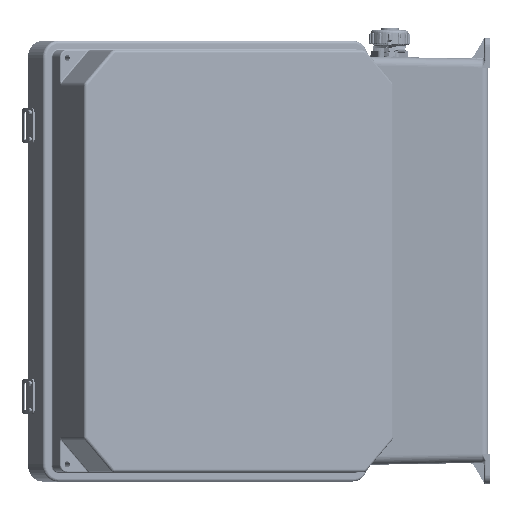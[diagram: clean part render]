
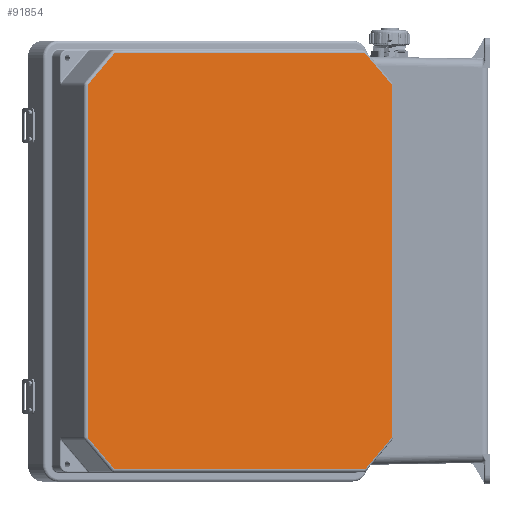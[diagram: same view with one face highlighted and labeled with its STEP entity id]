
A CAD part, left-side view. The second image highlights one B-rep face of the part: STEP entity #91854.
In plain terms, the highlighted face is planar.
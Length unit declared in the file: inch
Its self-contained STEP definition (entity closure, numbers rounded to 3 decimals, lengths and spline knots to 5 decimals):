
#1156 = EDGE_CURVE ( 'NONE', #129638, #72700, #97006, .T. ) ;
#2865 = ORIENTED_EDGE ( 'NONE', *, *, #59860, .T. ) ;
#2983 = DIRECTION ( 'NONE',  ( 0., 0., 1. ) ) ;
#4434 = VECTOR ( 'NONE', #24901, 39.37008 ) ;
#4766 = CARTESIAN_POINT ( 'NONE',  ( 6.23622, 3.24803, -13.75511 ) ) ;
#5208 = ORIENTED_EDGE ( 'NONE', *, *, #80425, .F. ) ;
#5307 = DIRECTION ( 'NONE',  ( 0., 0., 1. ) ) ;
#6049 = CARTESIAN_POINT ( 'NONE',  ( -5.09763, 3.24803, -0.42126 ) ) ;
#6388 = DIRECTION ( 'NONE',  ( 0., -1., 0. ) ) ;
#6603 = ORIENTED_EDGE ( 'NONE', *, *, #67484, .T. ) ;
#6978 = AXIS2_PLACEMENT_3D ( 'NONE', #125890, #65613, #5307 ) ;
#7254 = CARTESIAN_POINT ( 'NONE',  ( 6.21316, 3.24803, -1.50418 ) ) ;
#10200 = EDGE_CURVE ( 'NONE', #69806, #10996, #75930, .T. ) ;
#10263 = DIRECTION ( 'NONE',  ( 0., -1., 0. ) ) ;
#10963 = EDGE_CURVE ( 'NONE', #40133, #23868, #67657, .T. ) ;
#10996 = VERTEX_POINT ( 'NONE', #17673 ) ;
#12576 = PLANE ( 'NONE',  #43545 ) ;
#12841 = EDGE_CURVE ( 'NONE', #102502, #129638, #115879, .T. ) ;
#13244 = VECTOR ( 'NONE', #43812, 39.37008 ) ;
#13393 = ORIENTED_EDGE ( 'NONE', *, *, #95717, .F. ) ;
#17139 = ORIENTED_EDGE ( 'NONE', *, *, #42310, .T. ) ;
#17673 = CARTESIAN_POINT ( 'NONE',  ( 6.23622, 3.24803, -1.55985 ) ) ;
#17901 = VECTOR ( 'NONE', #75197, 39.37008 ) ;
#22183 = AXIS2_PLACEMENT_3D ( 'NONE', #70668, #10263, #80783 ) ;
#23121 = CARTESIAN_POINT ( 'NONE',  ( -6.23622, 3.24803, -1.55985 ) ) ;
#23868 = VERTEX_POINT ( 'NONE', #24021 ) ;
#24021 = CARTESIAN_POINT ( 'NONE',  ( 6.21316, 3.24803, -13.81078 ) ) ;
#24235 = CARTESIAN_POINT ( 'NONE',  ( 5.09763, 3.24803, -14.8937 ) ) ;
#24901 = DIRECTION ( 'NONE',  ( 0.707, 0., -0.707 ) ) ;
#25588 = DIRECTION ( 'NONE',  ( 0., -1., 0. ) ) ;
#25732 = DIRECTION ( 'NONE',  ( 1., 0., 0. ) ) ;
#25754 = EDGE_CURVE ( 'NONE', #75086, #71754, #116989, .T. ) ;
#25983 = CARTESIAN_POINT ( 'NONE',  ( 5.09763, 3.24803, -0.42126 ) ) ;
#29405 = VERTEX_POINT ( 'NONE', #37708 ) ;
#33155 = DIRECTION ( 'NONE',  ( 0., 0., 1. ) ) ;
#35421 = VECTOR ( 'NONE', #93764, 39.37008 ) ;
#36185 = VECTOR ( 'NONE', #69761, 39.37008 ) ;
#37708 = CARTESIAN_POINT ( 'NONE',  ( 5.1533, 3.24803, -0.44432 ) ) ;
#38126 = ORIENTED_EDGE ( 'NONE', *, *, #1156, .F. ) ;
#38567 = ORIENTED_EDGE ( 'NONE', *, *, #82906, .T. ) ;
#40133 = VERTEX_POINT ( 'NONE', #109008 ) ;
#40889 = DIRECTION ( 'NONE',  ( 0., 1., 0. ) ) ;
#42310 = EDGE_CURVE ( 'NONE', #71754, #74305, #109478, .T. ) ;
#43159 = ORIENTED_EDGE ( 'NONE', *, *, #10200, .T. ) ;
#43545 = AXIS2_PLACEMENT_3D ( 'NONE', #63164, #93639, #33155 ) ;
#43812 = DIRECTION ( 'NONE',  ( 0., 0., -1. ) ) ;
#44334 = ORIENTED_EDGE ( 'NONE', *, *, #25754, .T. ) ;
#45344 = EDGE_CURVE ( 'NONE', #128093, #102502, #124564, .T. ) ;
#47758 = LINE ( 'NONE', #64992, #17901 ) ;
#47782 = VERTEX_POINT ( 'NONE', #25983 ) ;
#51593 = VECTOR ( 'NONE', #25732, 39.37008 ) ;
#52178 = ORIENTED_EDGE ( 'NONE', *, *, #84144, .F. ) ;
#53847 = AXIS2_PLACEMENT_3D ( 'NONE', #66709, #6388, #76907 ) ;
#54334 = ORIENTED_EDGE ( 'NONE', *, *, #45344, .F. ) ;
#54342 = EDGE_LOOP ( 'NONE', ( #43159, #2865, #5208, #128455, #71927, #13393, #44334, #17139, #75632, #52178, #38126, #99128, #54334, #65087, #38567, #6603 ) ) ;
#55662 = CARTESIAN_POINT ( 'NONE',  ( 5.09763, 3.24803, -14.8937 ) ) ;
#55884 = VECTOR ( 'NONE', #79930, 39.37008 ) ;
#57061 = AXIS2_PLACEMENT_3D ( 'NONE', #86067, #25588, #96178 ) ;
#57563 = FACE_OUTER_BOUND ( 'NONE', #54342, .T. ) ;
#57913 = CARTESIAN_POINT ( 'NONE',  ( -6.21316, 3.24803, -1.50418 ) ) ;
#58420 = DIRECTION ( 'NONE',  ( 0., 1., 0. ) ) ;
#58866 = AXIS2_PLACEMENT_3D ( 'NONE', #123588, #63285, #2983 ) ;
#59467 = DIRECTION ( 'NONE',  ( 0., -1., 0. ) ) ;
#59546 = CARTESIAN_POINT ( 'NONE',  ( -6.23622, 3.24803, -7.65748 ) ) ;
#59860 = EDGE_CURVE ( 'NONE', #10996, #81805, #66837, .T. ) ;
#60576 = CARTESIAN_POINT ( 'NONE',  ( -6.23622, 3.24803, -13.75511 ) ) ;
#60700 = EDGE_CURVE ( 'NONE', #74305, #110982, #129747, .T. ) ;
#63164 = CARTESIAN_POINT ( 'NONE',  ( 0., 3.24803, -0.32283 ) ) ;
#63285 = DIRECTION ( 'NONE',  ( 0., 1., 0. ) ) ;
#64992 = CARTESIAN_POINT ( 'NONE',  ( 5.09763, 3.24803, -0.42126 ) ) ;
#65087 = ORIENTED_EDGE ( 'NONE', *, *, #120250, .T. ) ;
#65613 = DIRECTION ( 'NONE',  ( 0., 1., 0. ) ) ;
#66615 = DIRECTION ( 'NONE',  ( 0.707, 0., 0.707 ) ) ;
#66709 = CARTESIAN_POINT ( 'NONE',  ( 5.09763, 3.24803, -14.81496 ) ) ;
#66837 = LINE ( 'NONE', #93720, #13244 ) ;
#67484 = EDGE_CURVE ( 'NONE', #29405, #69806, #81684, .T. ) ;
#67657 = LINE ( 'NONE', #86930, #91320 ) ;
#68055 = EDGE_CURVE ( 'NONE', #125787, #40133, #103474, .T. ) ;
#69761 = DIRECTION ( 'NONE',  ( 0., 0., -1. ) ) ;
#69789 = CARTESIAN_POINT ( 'NONE',  ( -6.21316, 3.24803, -13.81078 ) ) ;
#69806 = VERTEX_POINT ( 'NONE', #7254 ) ;
#70479 = CARTESIAN_POINT ( 'NONE',  ( -5.09763, 3.24803, -14.8937 ) ) ;
#70668 = CARTESIAN_POINT ( 'NONE',  ( -6.15748, 3.24803, -1.55985 ) ) ;
#71754 = VERTEX_POINT ( 'NONE', #116358 ) ;
#71927 = ORIENTED_EDGE ( 'NONE', *, *, #68055, .F. ) ;
#72700 = VERTEX_POINT ( 'NONE', #23121 ) ;
#73530 = CARTESIAN_POINT ( 'NONE',  ( -6.21316, 3.24803, -1.50418 ) ) ;
#74305 = VERTEX_POINT ( 'NONE', #116399 ) ;
#75086 = VERTEX_POINT ( 'NONE', #70479 ) ;
#75197 = DIRECTION ( 'NONE',  ( 1., 0., 0. ) ) ;
#75632 = ORIENTED_EDGE ( 'NONE', *, *, #60700, .T. ) ;
#75930 = CIRCLE ( 'NONE', #58866, 0.07874 ) ;
#76907 = DIRECTION ( 'NONE',  ( 0., 0., -1. ) ) ;
#77547 = AXIS2_PLACEMENT_3D ( 'NONE', #101318, #40889, #111377 ) ;
#78524 = LINE ( 'NONE', #55662, #51593 ) ;
#79930 = DIRECTION ( 'NONE',  ( -0.707, 0., 0.707 ) ) ;
#80425 = EDGE_CURVE ( 'NONE', #23868, #81805, #110125, .T. ) ;
#80783 = DIRECTION ( 'NONE',  ( 0., 0., 1. ) ) ;
#81684 = LINE ( 'NONE', #85381, #4434 ) ;
#81805 = VERTEX_POINT ( 'NONE', #4766 ) ;
#82906 = EDGE_CURVE ( 'NONE', #47782, #29405, #96765, .T. ) ;
#84144 = EDGE_CURVE ( 'NONE', #72700, #110982, #116654, .T. ) ;
#85381 = CARTESIAN_POINT ( 'NONE',  ( 6.21316, 3.24803, -1.50418 ) ) ;
#86067 = CARTESIAN_POINT ( 'NONE',  ( -5.09763, 3.24803, -0.5 ) ) ;
#86930 = CARTESIAN_POINT ( 'NONE',  ( 6.21316, 3.24803, -13.81078 ) ) ;
#90128 = AXIS2_PLACEMENT_3D ( 'NONE', #119795, #59467, #129909 ) ;
#91320 = VECTOR ( 'NONE', #66615, 39.37008 ) ;
#91854 = ADVANCED_FACE ( 'NONE', ( #57563 ), #12576, .T. ) ;
#93639 = DIRECTION ( 'NONE',  ( 0., 1., 0. ) ) ;
#93720 = CARTESIAN_POINT ( 'NONE',  ( 6.23622, 3.24803, -7.65748 ) ) ;
#93764 = DIRECTION ( 'NONE',  ( -0.707, 0., -0.707 ) ) ;
#95717 = EDGE_CURVE ( 'NONE', #75086, #125787, #78524, .T. ) ;
#96178 = DIRECTION ( 'NONE',  ( 0., 0., 1. ) ) ;
#96765 = CIRCLE ( 'NONE', #6978, 0.07874 ) ;
#97006 = CIRCLE ( 'NONE', #22183, 0.07874 ) ;
#99128 = ORIENTED_EDGE ( 'NONE', *, *, #12841, .F. ) ;
#101318 = CARTESIAN_POINT ( 'NONE',  ( -6.15748, 3.24803, -13.75511 ) ) ;
#101641 = CARTESIAN_POINT ( 'NONE',  ( -5.1533, 3.24803, -0.44432 ) ) ;
#102502 = VERTEX_POINT ( 'NONE', #101641 ) ;
#103474 = CIRCLE ( 'NONE', #53847, 0.07874 ) ;
#109008 = CARTESIAN_POINT ( 'NONE',  ( 5.1533, 3.24803, -14.87064 ) ) ;
#109478 = LINE ( 'NONE', #69789, #55884 ) ;
#109917 = AXIS2_PLACEMENT_3D ( 'NONE', #118767, #58420, #128874 ) ;
#110125 = CIRCLE ( 'NONE', #90128, 0.07874 ) ;
#110982 = VERTEX_POINT ( 'NONE', #60576 ) ;
#111377 = DIRECTION ( 'NONE',  ( 0., 0., -1. ) ) ;
#115879 = LINE ( 'NONE', #73530, #35421 ) ;
#116358 = CARTESIAN_POINT ( 'NONE',  ( -5.1533, 3.24803, -14.87064 ) ) ;
#116399 = CARTESIAN_POINT ( 'NONE',  ( -6.21316, 3.24803, -13.81078 ) ) ;
#116654 = LINE ( 'NONE', #59546, #36185 ) ;
#116989 = CIRCLE ( 'NONE', #109917, 0.07874 ) ;
#118767 = CARTESIAN_POINT ( 'NONE',  ( -5.09763, 3.24803, -14.81496 ) ) ;
#119795 = CARTESIAN_POINT ( 'NONE',  ( 6.15748, 3.24803, -13.75511 ) ) ;
#120250 = EDGE_CURVE ( 'NONE', #128093, #47782, #47758, .T. ) ;
#123588 = CARTESIAN_POINT ( 'NONE',  ( 6.15748, 3.24803, -1.55985 ) ) ;
#124564 = CIRCLE ( 'NONE', #57061, 0.07874 ) ;
#125787 = VERTEX_POINT ( 'NONE', #24235 ) ;
#125890 = CARTESIAN_POINT ( 'NONE',  ( 5.09763, 3.24803, -0.5 ) ) ;
#128093 = VERTEX_POINT ( 'NONE', #6049 ) ;
#128455 = ORIENTED_EDGE ( 'NONE', *, *, #10963, .F. ) ;
#128874 = DIRECTION ( 'NONE',  ( 0., 0., -1. ) ) ;
#129638 = VERTEX_POINT ( 'NONE', #57913 ) ;
#129747 = CIRCLE ( 'NONE', #77547, 0.07874 ) ;
#129909 = DIRECTION ( 'NONE',  ( 0., 0., -1. ) ) ;
